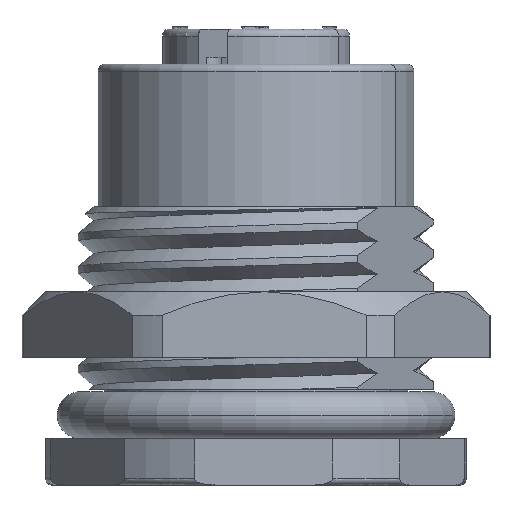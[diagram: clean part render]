
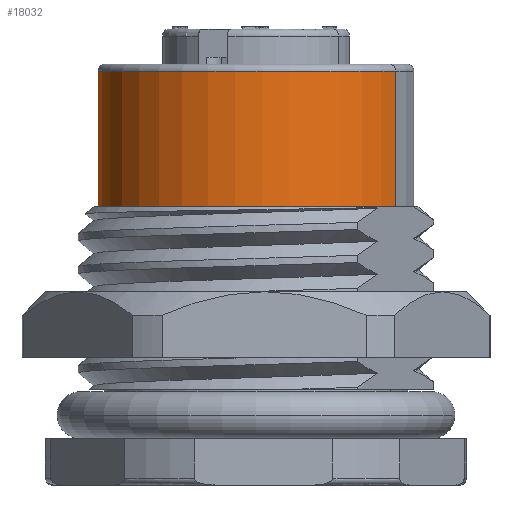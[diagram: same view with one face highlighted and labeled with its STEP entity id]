
A CAD part, front view. The second image highlights one B-rep face of the part: STEP entity #18032.
In plain terms, the highlighted cylindrical face has radius 6.75 mm (diameter 13.5 mm), a partial arc.
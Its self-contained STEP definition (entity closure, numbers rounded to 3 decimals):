
#303 = CARTESIAN_POINT ( 'NONE',  ( 0., 0., 17.7 ) ) ;
#304 = DIRECTION ( 'NONE',  ( 0., 0., -1. ) ) ;
#305 = DIRECTION ( 'NONE',  ( 1., 0., 0. ) ) ;
#1039 = CARTESIAN_POINT ( 'NONE',  ( -6.75, 0., 11.9 ) ) ;
#2730 = VERTEX_POINT ( 'NONE', #17713 ) ;
#2871 = VERTEX_POINT ( 'NONE', #17672 ) ;
#3021 = VERTEX_POINT ( 'NONE', #1039 ) ;
#5069 = EDGE_CURVE ( 'NONE', #2730, #16656, #15835, .T. ) ;
#5569 = AXIS2_PLACEMENT_3D ( 'NONE', #303, #304, #305 ) ;
#5642 = AXIS2_PLACEMENT_3D ( 'NONE', #8366, #8367, #8368 ) ;
#5683 = AXIS2_PLACEMENT_3D ( 'NONE', #9502, #9501, #9498 ) ;
#6790 = CIRCLE ( 'NONE', #5642, 6.75 ) ;
#7577 = CARTESIAN_POINT ( 'NONE',  ( -6.75, 0., 11.9 ) ) ;
#7578 = DIRECTION ( 'NONE',  ( 0., 0., 1. ) ) ;
#7587 = CARTESIAN_POINT ( 'NONE',  ( 6.75, 0., 11.9 ) ) ;
#7588 = DIRECTION ( 'NONE',  ( 0., 0., 1. ) ) ;
#7772 = CARTESIAN_POINT ( 'NONE',  ( -6.75, 0., 17.7 ) ) ;
#8366 = CARTESIAN_POINT ( 'NONE',  ( 0., 0., 11.9 ) ) ;
#8367 = DIRECTION ( 'NONE',  ( 0., 0., 1. ) ) ;
#8368 = DIRECTION ( 'NONE',  ( 1., 0., 0. ) ) ;
#9019 = EDGE_CURVE ( 'NONE', #3021, #16656, #16414, .T. ) ;
#9020 = EDGE_CURVE ( 'NONE', #2871, #2730, #16413, .T. ) ;
#9498 = DIRECTION ( 'NONE',  ( 1., 0., 0. ) ) ;
#9501 = DIRECTION ( 'NONE',  ( 0., 0., 1. ) ) ;
#9502 = CARTESIAN_POINT ( 'NONE',  ( 0., 0., 11.9 ) ) ;
#15835 = CIRCLE ( 'NONE', #5569, 6.75 ) ;
#16411 = VECTOR ( 'NONE', #7588, 1000. ) ;
#16412 = VECTOR ( 'NONE', #7578, 1000. ) ;
#16413 = LINE ( 'NONE', #7587, #16411 ) ;
#16414 = LINE ( 'NONE', #7577, #16412 ) ;
#16656 = VERTEX_POINT ( 'NONE', #7772 ) ;
#17574 = EDGE_LOOP ( 'NONE', ( #17850, #17803, #17856, #17757 ) ) ;
#17672 = CARTESIAN_POINT ( 'NONE',  ( 6.75, 0., 11.9 ) ) ;
#17713 = CARTESIAN_POINT ( 'NONE',  ( 6.75, 0., 17.7 ) ) ;
#17757 = ORIENTED_EDGE ( 'NONE', *, *, #5069, .T. ) ;
#17803 = ORIENTED_EDGE ( 'NONE', *, *, #17932, .T. ) ;
#17850 = ORIENTED_EDGE ( 'NONE', *, *, #9019, .F. ) ;
#17856 = ORIENTED_EDGE ( 'NONE', *, *, #9020, .T. ) ;
#17932 = EDGE_CURVE ( 'NONE', #3021, #2871, #6790, .T. ) ;
#18032 = ADVANCED_FACE ( 'NONE', ( #18357 ), #18367, .T. ) ;
#18357 = FACE_OUTER_BOUND ( 'NONE', #17574, .T. ) ;
#18367 = CYLINDRICAL_SURFACE ( 'NONE', #5683, 6.75 ) ;
